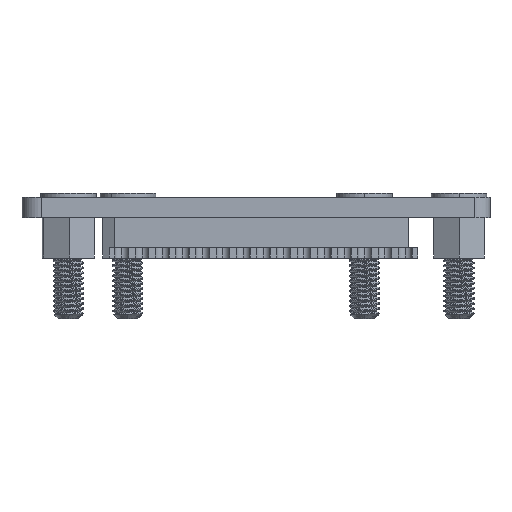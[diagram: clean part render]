
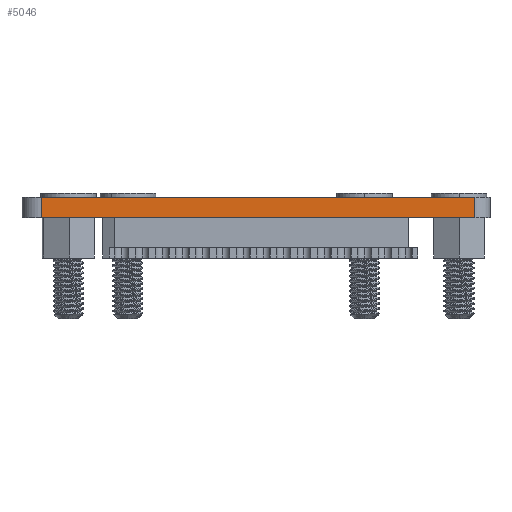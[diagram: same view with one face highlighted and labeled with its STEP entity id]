
A CAD part, left-side view. The second image highlights one B-rep face of the part: STEP entity #5046.
In plain terms, the highlighted planar face has unit normal (-1, 0, 0).
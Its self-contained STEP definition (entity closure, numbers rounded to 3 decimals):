
#73 = CARTESIAN_POINT ( 'NONE',  ( 0.728, 37.167, 6. ) ) ;
#222 = VECTOR ( 'NONE', #9845, 1000. ) ;
#856 = VERTEX_POINT ( 'NONE', #73 ) ;
#941 = LINE ( 'NONE', #1768, #8157 ) ;
#1425 = EDGE_CURVE ( 'NONE', #856, #7699, #941, .T. ) ;
#1768 = CARTESIAN_POINT ( 'NONE',  ( 0.728, 37.167, 6. ) ) ;
#2297 = VERTEX_POINT ( 'NONE', #7542 ) ;
#2990 = VECTOR ( 'NONE', #9302, 1000. ) ;
#3264 = FACE_OUTER_BOUND ( 'NONE', #4023, .T. ) ;
#3484 = DIRECTION ( 'NONE',  ( 0., 0., 1. ) ) ;
#3823 = EDGE_CURVE ( 'NONE', #2297, #7699, #5044, .T. ) ;
#3917 = ORIENTED_EDGE ( 'NONE', *, *, #1425, .T. ) ;
#4023 = EDGE_LOOP ( 'NONE', ( #5744, #10839, #5967, #3917 ) ) ;
#4098 = DIRECTION ( 'NONE',  ( 0., 0., -1. ) ) ;
#4316 = CARTESIAN_POINT ( 'NONE',  ( 0.728, 37.167, 4. ) ) ;
#4426 = AXIS2_PLACEMENT_3D ( 'NONE', #6674, #6568, #3484 ) ;
#4485 = VERTEX_POINT ( 'NONE', #7773 ) ;
#5044 = LINE ( 'NONE', #9420, #2990 ) ;
#5046 = ADVANCED_FACE ( 'NONE', ( #3264 ), #5097, .T. ) ;
#5097 = PLANE ( 'NONE',  #4426 ) ;
#5744 = ORIENTED_EDGE ( 'NONE', *, *, #3823, .F. ) ;
#5806 = DIRECTION ( 'NONE',  ( 0., 0., -1. ) ) ;
#5967 = ORIENTED_EDGE ( 'NONE', *, *, #7086, .T. ) ;
#6568 = DIRECTION ( 'NONE',  ( -1., 0., 0. ) ) ;
#6674 = CARTESIAN_POINT ( 'NONE',  ( 0.728, -5.624, 6. ) ) ;
#7086 = EDGE_CURVE ( 'NONE', #4485, #856, #9678, .T. ) ;
#7352 = LINE ( 'NONE', #7404, #7979 ) ;
#7404 = CARTESIAN_POINT ( 'NONE',  ( 0.728, -5.624, 6. ) ) ;
#7542 = CARTESIAN_POINT ( 'NONE',  ( 0.728, -5.624, 4. ) ) ;
#7699 = VERTEX_POINT ( 'NONE', #4316 ) ;
#7773 = CARTESIAN_POINT ( 'NONE',  ( 0.728, -5.624, 6. ) ) ;
#7979 = VECTOR ( 'NONE', #4098, 1000. ) ;
#8157 = VECTOR ( 'NONE', #5806, 1000. ) ;
#8179 = CARTESIAN_POINT ( 'NONE',  ( 0.728, -5.624, 6. ) ) ;
#9302 = DIRECTION ( 'NONE',  ( 0., 1., 0. ) ) ;
#9420 = CARTESIAN_POINT ( 'NONE',  ( 0.728, -5.624, 4. ) ) ;
#9678 = LINE ( 'NONE', #8179, #222 ) ;
#9845 = DIRECTION ( 'NONE',  ( 0., 1., 0. ) ) ;
#9952 = EDGE_CURVE ( 'NONE', #4485, #2297, #7352, .T. ) ;
#10839 = ORIENTED_EDGE ( 'NONE', *, *, #9952, .F. ) ;
